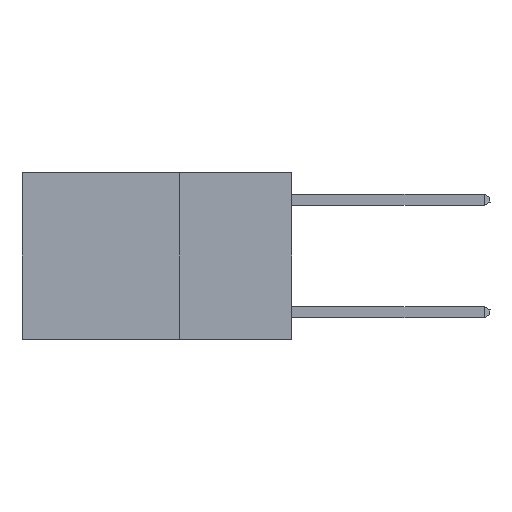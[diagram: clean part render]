
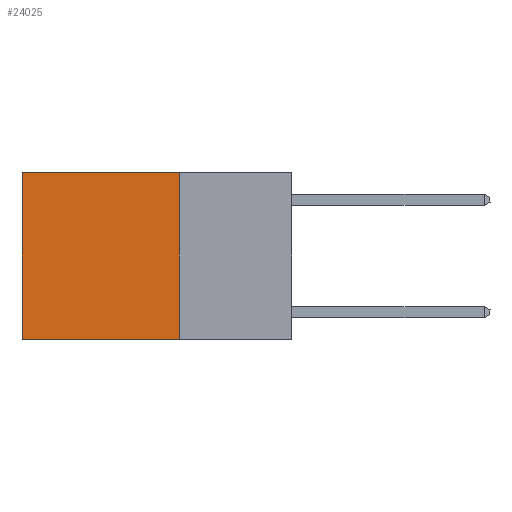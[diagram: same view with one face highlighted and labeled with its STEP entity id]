
A CAD part, left-side view. The second image highlights one B-rep face of the part: STEP entity #24025.
In plain terms, the highlighted planar face has unit normal (-1, 0, 0).
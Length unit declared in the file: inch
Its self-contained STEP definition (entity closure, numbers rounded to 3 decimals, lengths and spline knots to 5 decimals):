
#27 = EDGE_CURVE ( 'NONE', #24319, #1034, #20680, .T. ) ;
#1034 = VERTEX_POINT ( 'NONE', #28378 ) ;
#1933 = AXIS2_PLACEMENT_3D ( 'NONE', #18158, #16098, #24768 ) ;
#4377 = ORIENTED_EDGE ( 'NONE', *, *, #26359, .F. ) ;
#5987 = DIRECTION ( 'NONE',  ( 0., 0., -1. ) ) ;
#8574 = ORIENTED_EDGE ( 'NONE', *, *, #27294, .F. ) ;
#8966 = CARTESIAN_POINT ( 'NONE',  ( 0.2625, 0.25, 0. ) ) ;
#9329 = CARTESIAN_POINT ( 'NONE',  ( 0.2625, 0.25, 0. ) ) ;
#9659 = EDGE_LOOP ( 'NONE', ( #10634, #8574, #4377, #11579 ) ) ;
#10634 = ORIENTED_EDGE ( 'NONE', *, *, #27, .T. ) ;
#10717 = VECTOR ( 'NONE', #5987, 39.37008 ) ;
#10879 = VECTOR ( 'NONE', #20553, 39.37008 ) ;
#11035 = LINE ( 'NONE', #20395, #10879 ) ;
#11579 = ORIENTED_EDGE ( 'NONE', *, *, #28758, .T. ) ;
#11725 = PLANE ( 'NONE',  #1933 ) ;
#13665 = DIRECTION ( 'NONE',  ( 0., 1., 0. ) ) ;
#13809 = LINE ( 'NONE', #22468, #25984 ) ;
#15600 = VECTOR ( 'NONE', #18263, 39.37008 ) ;
#16098 = DIRECTION ( 'NONE',  ( 1., 0., 0. ) ) ;
#18158 = CARTESIAN_POINT ( 'NONE',  ( 0.2625, 0.25, 0. ) ) ;
#18263 = DIRECTION ( 'NONE',  ( 0., 0., -1. ) ) ;
#19400 = VERTEX_POINT ( 'NONE', #8966 ) ;
#20395 = CARTESIAN_POINT ( 'NONE',  ( 0.2625, 0.25, 0. ) ) ;
#20553 = DIRECTION ( 'NONE',  ( 0., 1., 0. ) ) ;
#20680 = LINE ( 'NONE', #22883, #10717 ) ;
#22428 = FACE_OUTER_BOUND ( 'NONE', #9659, .T. ) ;
#22468 = CARTESIAN_POINT ( 'NONE',  ( 0.2625, 0.25, -0.37 ) ) ;
#22883 = CARTESIAN_POINT ( 'NONE',  ( 0.2625, 0.6, 0. ) ) ;
#23608 = VERTEX_POINT ( 'NONE', #27043 ) ;
#24025 = ADVANCED_FACE ( 'NONE', ( #22428 ), #11725, .F. ) ;
#24319 = VERTEX_POINT ( 'NONE', #28181 ) ;
#24768 = DIRECTION ( 'NONE',  ( 0., 0., -1. ) ) ;
#25984 = VECTOR ( 'NONE', #13665, 39.37008 ) ;
#26359 = EDGE_CURVE ( 'NONE', #19400, #23608, #26661, .T. ) ;
#26661 = LINE ( 'NONE', #9329, #15600 ) ;
#27043 = CARTESIAN_POINT ( 'NONE',  ( 0.2625, 0.25, -0.37 ) ) ;
#27294 = EDGE_CURVE ( 'NONE', #23608, #1034, #13809, .T. ) ;
#28181 = CARTESIAN_POINT ( 'NONE',  ( 0.2625, 0.6, 0. ) ) ;
#28378 = CARTESIAN_POINT ( 'NONE',  ( 0.2625, 0.6, -0.37 ) ) ;
#28758 = EDGE_CURVE ( 'NONE', #19400, #24319, #11035, .T. ) ;
